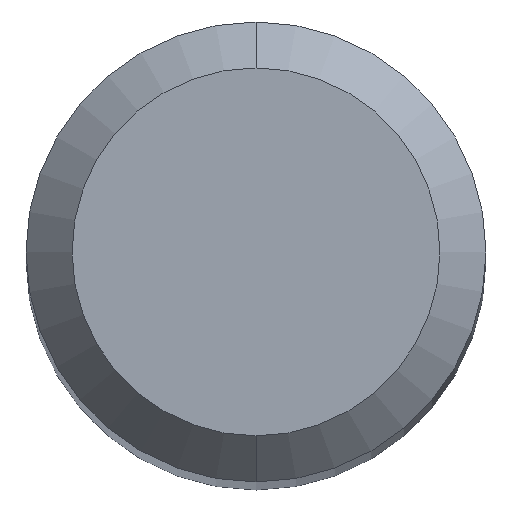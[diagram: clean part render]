
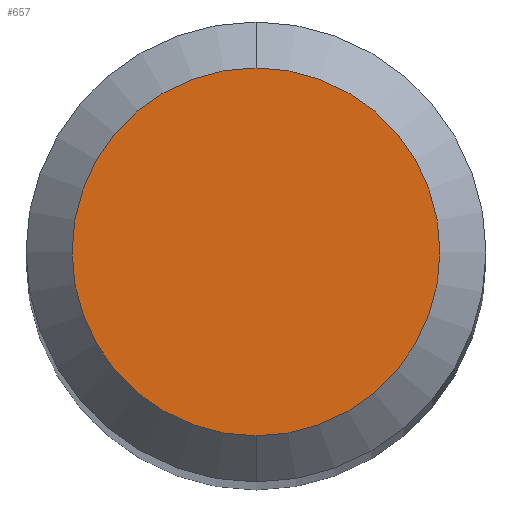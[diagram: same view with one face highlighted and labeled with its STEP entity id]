
A CAD part, top view. The second image highlights one B-rep face of the part: STEP entity #657.
In plain terms, the highlighted planar face has unit normal (0, 0, 1).
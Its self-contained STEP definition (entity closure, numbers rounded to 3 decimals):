
#309=EDGE_CURVE('',#845,#683,#880,.T.);
#657=ADVANCED_FACE('',(#1264),#1265,.T.);
#663=EDGE_CURVE('',#683,#845,#1271,.T.);
#683=VERTEX_POINT('',#1294);
#845=VERTEX_POINT('',#1468);
#880=CIRCLE('',#1496,1.2);
#1264=FACE_OUTER_BOUND('',#4073,.T.);
#1265=PLANE('',#4074);
#1271=CIRCLE('',#4083,1.2);
#1294=CARTESIAN_POINT('',(0.,-1.2,0.0));
#1468=CARTESIAN_POINT('',(0.0,1.2,0.0));
#1496=AXIS2_PLACEMENT_3D('',#4737,#4738,#4739);
#4073=EDGE_LOOP('',(#5149,#5150));
#4074=AXIS2_PLACEMENT_3D('',#5151,#5152,#5153);
#4083=AXIS2_PLACEMENT_3D('',#5155,#5156,#5157);
#4737=CARTESIAN_POINT('',(0.0,0.0,0.0));
#4738=DIRECTION('',(0.0,0.0,-1.0));
#4739=DIRECTION('',(0.0,1.0,0.0));
#5149=ORIENTED_EDGE('',*,*,#309,.F.);
#5150=ORIENTED_EDGE('',*,*,#663,.F.);
#5151=CARTESIAN_POINT('',(0.0,0.6,0.0));
#5152=DIRECTION('',(-0.0,0.0,1.0));
#5153=DIRECTION('',(0.0,-1.0,0.0));
#5155=CARTESIAN_POINT('',(0.0,0.0,0.0));
#5156=DIRECTION('',(0.0,0.0,-1.0));
#5157=DIRECTION('',(0.0,1.0,0.0));
